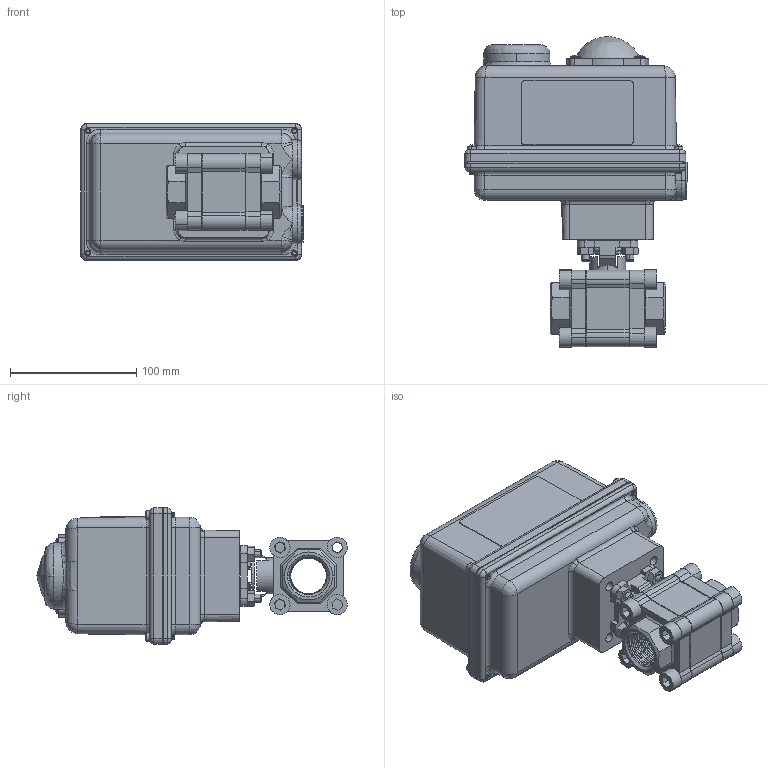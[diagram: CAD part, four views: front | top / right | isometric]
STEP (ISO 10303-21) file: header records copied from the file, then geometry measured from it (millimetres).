
FILE_DESCRIPTION (( 'STEP AP203' ), '1' );
FILE_NAME ('4700-100F_ER-2.STEP', '2017-11-10T15:07:42', ( '' ), ( '' ), 'SwSTEP 2.0', 'SolidWorks 2014', '' );
FILE_SCHEMA (( 'CONFIG_CONTROL_DESIGN' ));
Length unit declared in the file: inch
Products named in the file (1): 4700-100F_ER-2
Bounding box: 176.31 x 245.87 x 108.29 mm (x, y, z)
Surface area: 144280.6 mm2 (no closed solid volume)
Topology: 0 solids, 23 shells, 791 faces, 2592 edges, 1816 vertices
Faces by surface type: plane 380, cylinder 182, cone 143, bspline 86
Entity records: 49602 total; most frequent: CARTESIAN_POINT 29198, ORIENTED_EDGE 4293, DIRECTION 3516, EDGE_CURVE 2584, VERTEX_POINT 1816, AXIS2_PLACEMENT_3D 1175, LINE 1166, VECTOR 1166
